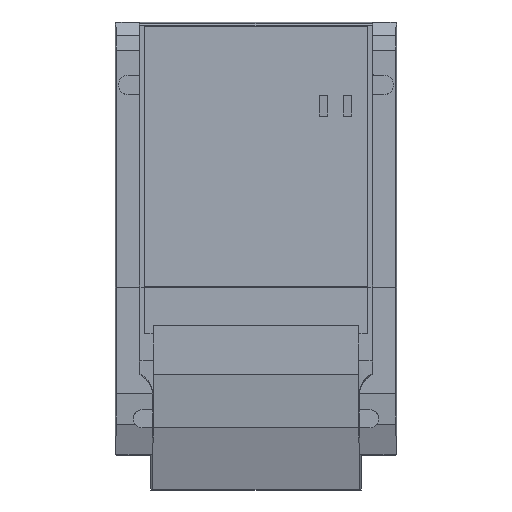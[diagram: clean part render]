
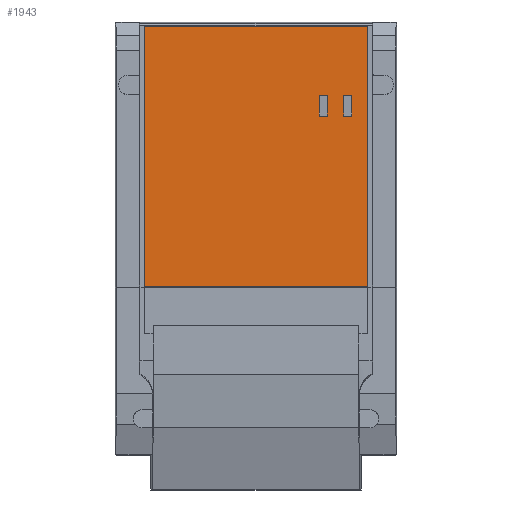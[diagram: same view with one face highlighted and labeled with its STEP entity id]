
A CAD part, top view. The second image highlights one B-rep face of the part: STEP entity #1943.
In plain terms, the highlighted planar face has unit normal (0, 0, 1).
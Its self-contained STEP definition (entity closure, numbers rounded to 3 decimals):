
#1943=ADVANCED_FACE('',(#4907,#4909,#4911),#4913,.T.);
#4907=FACE_BOUND('',#4908,.T.);
#4908=EDGE_LOOP('',(#7486,#7487,#7488,#7489));
#4909=FACE_BOUND('',#4910,.T.);
#4910=EDGE_LOOP('',(#7490,#7491,#7492,#7493));
#4911=FACE_BOUND('',#4912,.T.);
#4912=EDGE_LOOP('',(#7494,#7495,#7496,#7497));
#4913=PLANE('',#4914);
#4914=AXIS2_PLACEMENT_3D('',#4915,#4916,#4917);
#4915=CARTESIAN_POINT('',(68.75,84.,65.7));
#4916=DIRECTION('',(0.,0.,1.));
#4917=DIRECTION('',(0.,1.,0.));
#7486=ORIENTED_EDGE('',*,*,#8972,.T.);
#7487=ORIENTED_EDGE('',*,*,#8973,.F.);
#7488=ORIENTED_EDGE('',*,*,#8974,.F.);
#7489=ORIENTED_EDGE('',*,*,#8692,.F.);
#7490=ORIENTED_EDGE('',*,*,#8975,.T.);
#7491=ORIENTED_EDGE('',*,*,#8976,.T.);
#7492=ORIENTED_EDGE('',*,*,#8977,.T.);
#7493=ORIENTED_EDGE('',*,*,#8978,.T.);
#7494=ORIENTED_EDGE('',*,*,#8979,.T.);
#7495=ORIENTED_EDGE('',*,*,#8980,.T.);
#7496=ORIENTED_EDGE('',*,*,#8981,.T.);
#7497=ORIENTED_EDGE('',*,*,#8982,.T.);
#8692=EDGE_CURVE('',#10103,#10105,#10106,.T.);
#8972=EDGE_CURVE('',#10103,#10556,#10558,.T.);
#8973=EDGE_CURVE('',#10559,#10556,#10560,.F.);
#8974=EDGE_CURVE('',#10105,#10559,#10561,.T.);
#8975=EDGE_CURVE('',#10562,#10563,#10564,.T.);
#8976=EDGE_CURVE('',#10563,#10565,#10566,.T.);
#8977=EDGE_CURVE('',#10565,#10567,#10568,.T.);
#8978=EDGE_CURVE('',#10567,#10562,#10569,.T.);
#8979=EDGE_CURVE('',#10570,#10571,#10572,.T.);
#8980=EDGE_CURVE('',#10571,#10573,#10574,.T.);
#8981=EDGE_CURVE('',#10573,#10575,#10576,.T.);
#8982=EDGE_CURVE('',#10575,#10570,#10577,.T.);
#10103=VERTEX_POINT('',#12980);
#10105=VERTEX_POINT('',#12984);
#10106=LINE('',#12985,#12986);
#10556=VERTEX_POINT('',#14022);
#10558=LINE('',#14026,#14027);
#10559=VERTEX_POINT('',#14029);
#10560=LINE('',#14030,#14031);
#10561=LINE('',#14033,#14034);
#10562=VERTEX_POINT('',#14036);
#10563=VERTEX_POINT('',#14037);
#10564=LINE('',#14038,#14039);
#10565=VERTEX_POINT('',#14041);
#10566=LINE('',#14042,#14043);
#10567=VERTEX_POINT('',#14045);
#10568=LINE('',#14046,#14047);
#10569=LINE('',#14049,#14050);
#10570=VERTEX_POINT('',#14052);
#10571=VERTEX_POINT('',#14053);
#10572=LINE('',#14054,#14055);
#10573=VERTEX_POINT('',#14057);
#10574=LINE('',#14058,#14059);
#10575=VERTEX_POINT('',#14061);
#10576=LINE('',#14062,#14063);
#10577=LINE('',#14065,#14066);
#12980=CARTESIAN_POINT('',(68.75,84.339,65.7));
#12984=CARTESIAN_POINT('',(-68.75,84.339,65.7));
#12985=CARTESIAN_POINT('',(68.75,84.339,65.7));
#12986=VECTOR('',#12987,1.);
#12987=DIRECTION('',(-1.,0.,0.));
#14022=CARTESIAN_POINT('',(68.75,244.618,65.7));
#14026=CARTESIAN_POINT('',(68.75,84.339,65.7));
#14027=VECTOR('',#14028,1.);
#14028=DIRECTION('',(0.,1.,0.));
#14029=CARTESIAN_POINT('',(-68.75,244.618,65.7));
#14030=CARTESIAN_POINT('',(68.75,244.618,65.7));
#14031=VECTOR('',#14032,1.);
#14032=DIRECTION('',(-1.,0.,0.));
#14033=CARTESIAN_POINT('',(-68.75,84.339,65.7));
#14034=VECTOR('',#14035,1.);
#14035=DIRECTION('',(0.,1.,0.));
#14036=CARTESIAN_POINT('',(59.069,202.419,65.7));
#14037=CARTESIAN_POINT('',(59.069,189.526,65.7));
#14038=CARTESIAN_POINT('',(59.069,202.419,65.7));
#14039=VECTOR('',#14040,1.);
#14040=DIRECTION('',(0.,-1.,0.));
#14041=CARTESIAN_POINT('',(54.031,189.526,65.7));
#14042=CARTESIAN_POINT('',(59.069,189.526,65.7));
#14043=VECTOR('',#14044,1.);
#14044=DIRECTION('',(-1.,0.,0.));
#14045=CARTESIAN_POINT('',(54.031,202.419,65.7));
#14046=CARTESIAN_POINT('',(54.031,189.526,65.7));
#14047=VECTOR('',#14048,1.);
#14048=DIRECTION('',(0.,1.,0.));
#14049=CARTESIAN_POINT('',(54.031,202.419,65.7));
#14050=VECTOR('',#14051,1.);
#14051=DIRECTION('',(1.,0.,0.));
#14052=CARTESIAN_POINT('',(43.969,202.419,65.7));
#14053=CARTESIAN_POINT('',(43.969,189.526,65.7));
#14054=CARTESIAN_POINT('',(43.969,202.419,65.7));
#14055=VECTOR('',#14056,1.);
#14056=DIRECTION('',(0.,-1.,0.));
#14057=CARTESIAN_POINT('',(38.931,189.526,65.7));
#14058=CARTESIAN_POINT('',(43.969,189.526,65.7));
#14059=VECTOR('',#14060,1.);
#14060=DIRECTION('',(-1.,0.,0.));
#14061=CARTESIAN_POINT('',(38.931,202.419,65.7));
#14062=CARTESIAN_POINT('',(38.931,189.526,65.7));
#14063=VECTOR('',#14064,1.);
#14064=DIRECTION('',(0.,1.,0.));
#14065=CARTESIAN_POINT('',(38.931,202.419,65.7));
#14066=VECTOR('',#14067,1.);
#14067=DIRECTION('',(1.,0.,0.));
